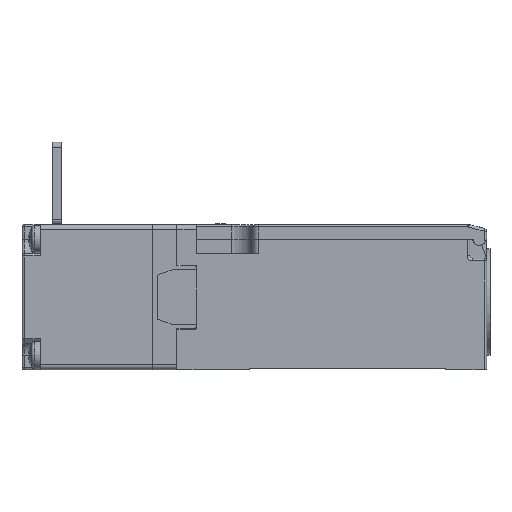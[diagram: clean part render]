
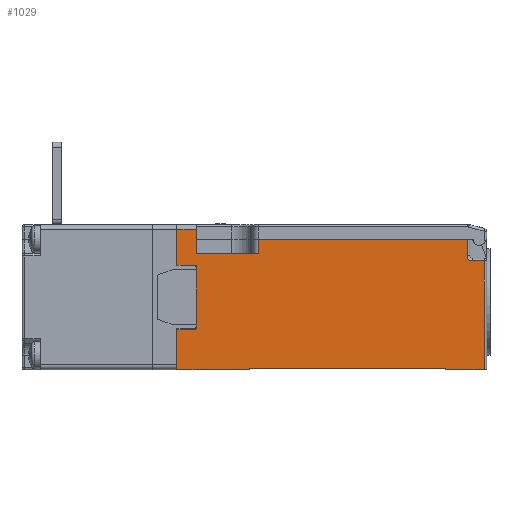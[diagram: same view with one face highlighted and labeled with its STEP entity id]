
A CAD part, left-side view. The second image highlights one B-rep face of the part: STEP entity #1029.
In plain terms, the highlighted planar face has unit normal (-1, 0, 0).
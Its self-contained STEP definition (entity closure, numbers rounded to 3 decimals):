
#1029=ADVANCED_FACE('',(#2043),#1559,.T.);
#1559=PLANE('',#13847);
#2043=FACE_OUTER_BOUND('',#2683,.T.);
#2683=EDGE_LOOP('',(#5422,#5423,#5424,#5425,#5426,#5427,#5428,#5429,#5430,
#5431,#5432,#5433,#5434,#5435,#5436,#5437,#5438,#5439,#5440,#5441,#5442));
#3307=CIRCLE('',#13844,0.3);
#3308=CIRCLE('',#13845,0.3);
#3309=CIRCLE('',#13846,1.);
#5422=ORIENTED_EDGE('',*,*,#9589,.F.);
#5423=ORIENTED_EDGE('',*,*,#9590,.T.);
#5424=ORIENTED_EDGE('',*,*,#9591,.F.);
#5425=ORIENTED_EDGE('',*,*,#9592,.T.);
#5426=ORIENTED_EDGE('',*,*,#9593,.T.);
#5427=ORIENTED_EDGE('',*,*,#9594,.T.);
#5428=ORIENTED_EDGE('',*,*,#9576,.T.);
#5429=ORIENTED_EDGE('',*,*,#9595,.T.);
#5430=ORIENTED_EDGE('',*,*,#9596,.T.);
#5431=ORIENTED_EDGE('',*,*,#9597,.T.);
#5432=ORIENTED_EDGE('',*,*,#9598,.T.);
#5433=ORIENTED_EDGE('',*,*,#9599,.T.);
#5434=ORIENTED_EDGE('',*,*,#9600,.T.);
#5435=ORIENTED_EDGE('',*,*,#9601,.T.);
#5436=ORIENTED_EDGE('',*,*,#9602,.T.);
#5437=ORIENTED_EDGE('',*,*,#9603,.F.);
#5438=ORIENTED_EDGE('',*,*,#9604,.F.);
#5439=ORIENTED_EDGE('',*,*,#9605,.F.);
#5440=ORIENTED_EDGE('',*,*,#9606,.F.);
#5441=ORIENTED_EDGE('',*,*,#9607,.T.);
#5442=ORIENTED_EDGE('',*,*,#9608,.F.);
#7857=VERTEX_POINT('',#27426);
#7858=VERTEX_POINT('',#27428);
#7868=VERTEX_POINT('',#27455);
#7869=VERTEX_POINT('',#27456);
#7870=VERTEX_POINT('',#27458);
#7871=VERTEX_POINT('',#27460);
#7872=VERTEX_POINT('',#27462);
#7873=VERTEX_POINT('',#27464);
#7874=VERTEX_POINT('',#27467);
#7875=VERTEX_POINT('',#27469);
#7876=VERTEX_POINT('',#27471);
#7877=VERTEX_POINT('',#27473);
#7878=VERTEX_POINT('',#27475);
#7879=VERTEX_POINT('',#27477);
#7880=VERTEX_POINT('',#27479);
#7881=VERTEX_POINT('',#27481);
#7882=VERTEX_POINT('',#27483);
#7883=VERTEX_POINT('',#27485);
#7884=VERTEX_POINT('',#27487);
#7885=VERTEX_POINT('',#27489);
#7886=VERTEX_POINT('',#27491);
#9576=EDGE_CURVE('',#7858,#7857,#11246,.T.);
#9589=EDGE_CURVE('',#7868,#7869,#11254,.T.);
#9590=EDGE_CURVE('',#7868,#7870,#11255,.T.);
#9591=EDGE_CURVE('',#7871,#7870,#11256,.T.);
#9592=EDGE_CURVE('',#7871,#7872,#11257,.T.);
#9593=EDGE_CURVE('',#7872,#7873,#11258,.T.);
#9594=EDGE_CURVE('',#7873,#7858,#3307,.T.);
#9595=EDGE_CURVE('',#7857,#7874,#3308,.T.);
#9596=EDGE_CURVE('',#7874,#7875,#11259,.T.);
#9597=EDGE_CURVE('',#7875,#7876,#11260,.T.);
#9598=EDGE_CURVE('',#7876,#7877,#11261,.T.);
#9599=EDGE_CURVE('',#7877,#7878,#11262,.T.);
#9600=EDGE_CURVE('',#7878,#7879,#11263,.T.);
#9601=EDGE_CURVE('',#7879,#7880,#11264,.T.);
#9602=EDGE_CURVE('',#7880,#7881,#11265,.T.);
#9603=EDGE_CURVE('',#7882,#7881,#11266,.T.);
#9604=EDGE_CURVE('',#7883,#7882,#11267,.T.);
#9605=EDGE_CURVE('',#7884,#7883,#3309,.T.);
#9606=EDGE_CURVE('',#7885,#7884,#11268,.T.);
#9607=EDGE_CURVE('',#7885,#7886,#11269,.T.);
#9608=EDGE_CURVE('',#7869,#7886,#11270,.T.);
#11246=LINE('',#27427,#12594);
#11254=LINE('',#27454,#12602);
#11255=LINE('',#27457,#12603);
#11256=LINE('',#27459,#12604);
#11257=LINE('',#27461,#12605);
#11258=LINE('',#27463,#12606);
#11259=LINE('',#27468,#12607);
#11260=LINE('',#27470,#12608);
#11261=LINE('',#27472,#12609);
#11262=LINE('',#27474,#12610);
#11263=LINE('',#27476,#12611);
#11264=LINE('',#27478,#12612);
#11265=LINE('',#27480,#12613);
#11266=LINE('',#27482,#12614);
#11267=LINE('',#27484,#12615);
#11268=LINE('',#27488,#12616);
#11269=LINE('',#27490,#12617);
#11270=LINE('',#27492,#12618);
#12594=VECTOR('',#16297,1.);
#12602=VECTOR('',#16323,1.);
#12603=VECTOR('',#16324,1.);
#12604=VECTOR('',#16325,1.);
#12605=VECTOR('',#16326,1.);
#12606=VECTOR('',#16327,1.);
#12607=VECTOR('',#16332,1.);
#12608=VECTOR('',#16333,1.);
#12609=VECTOR('',#16334,1.);
#12610=VECTOR('',#16335,1.);
#12611=VECTOR('',#16336,1.);
#12612=VECTOR('',#16337,1.);
#12613=VECTOR('',#16338,1.);
#12614=VECTOR('',#16339,1.);
#12615=VECTOR('',#16340,1.);
#12616=VECTOR('',#16343,1.);
#12617=VECTOR('',#16344,1.);
#12618=VECTOR('',#16345,1.);
#13844=AXIS2_PLACEMENT_3D('',#27465,#16328,#16329);
#13845=AXIS2_PLACEMENT_3D('',#27466,#16330,#16331);
#13846=AXIS2_PLACEMENT_3D('',#27486,#16341,#16342);
#13847=AXIS2_PLACEMENT_3D('',#27493,#16346,#16347);
#16297=DIRECTION('',(0.,0.,-1.));
#16323=DIRECTION('',(0.,-1.,0.));
#16324=DIRECTION('',(0.,0.,1.));
#16325=DIRECTION('',(0.,-1.,0.));
#16326=DIRECTION('',(0.,0.,-1.));
#16327=DIRECTION('',(0.,-1.,0.));
#16328=DIRECTION('',(1.,0.,0.));
#16329=DIRECTION('',(0.,-0.707,0.707));
#16330=DIRECTION('',(1.,0.,0.));
#16331=DIRECTION('',(0.,-0.707,-0.707));
#16332=DIRECTION('',(0.,1.,0.));
#16333=DIRECTION('',(0.,0.,-1.));
#16334=DIRECTION('',(0.,-1.,0.));
#16335=DIRECTION('',(0.,0.,1.));
#16336=DIRECTION('',(0.,-1.,0.));
#16337=DIRECTION('',(0.,0.,-1.));
#16338=DIRECTION('',(0.,-1.,0.));
#16339=DIRECTION('',(0.,0.,-1.));
#16340=DIRECTION('',(0.,-1.,0.));
#16341=DIRECTION('',(-1.,0.,0.));
#16342=DIRECTION('',(0.,0.707,-0.707));
#16343=DIRECTION('',(0.,0.,-1.));
#16344=DIRECTION('',(0.,1.,0.));
#16345=DIRECTION('',(0.,0.,1.));
#16346=DIRECTION('',(-1.,0.,0.));
#16347=DIRECTION('',(0.,0.,-1.));
#27426=CARTESIAN_POINT('',(-15.,30.,-4.3));
#27427=CARTESIAN_POINT('',(-15.,30.,8.3));
#27428=CARTESIAN_POINT('',(-15.,30.,8.3));
#27454=CARTESIAN_POINT('',(-15.,30.,11.));
#27455=CARTESIAN_POINT('',(-15.,30.,11.));
#27456=CARTESIAN_POINT('',(-15.,17.2,11.));
#27457=CARTESIAN_POINT('',(-15.,30.,11.));
#27458=CARTESIAN_POINT('',(-15.,30.,16.));
#27459=CARTESIAN_POINT('',(-15.,34.,16.));
#27460=CARTESIAN_POINT('',(-15.,34.,16.));
#27461=CARTESIAN_POINT('',(-15.,34.,16.));
#27462=CARTESIAN_POINT('',(-15.,34.,8.6));
#27463=CARTESIAN_POINT('',(-15.,30.3,8.6));
#27464=CARTESIAN_POINT('',(-15.,30.3,8.6));
#27465=CARTESIAN_POINT('',(-15.,30.3,8.3));
#27466=CARTESIAN_POINT('',(-15.,30.3,-4.3));
#27467=CARTESIAN_POINT('',(-15.,30.3,-4.6));
#27468=CARTESIAN_POINT('',(-15.,30.3,-4.6));
#27469=CARTESIAN_POINT('',(-15.,34.,-4.6));
#27470=CARTESIAN_POINT('',(-15.,34.,-4.6));
#27471=CARTESIAN_POINT('',(-15.,34.,-13.));
#27472=CARTESIAN_POINT('',(-15.,34.,-13.));
#27473=CARTESIAN_POINT('',(-15.,19.,-13.));
#27474=CARTESIAN_POINT('',(-15.,19.,-13.));
#27475=CARTESIAN_POINT('',(-15.,19.,-12.7));
#27476=CARTESIAN_POINT('',(-15.,19.,-12.7));
#27477=CARTESIAN_POINT('',(-15.,-21.5,-12.7));
#27478=CARTESIAN_POINT('',(-15.,-21.5,-12.7));
#27479=CARTESIAN_POINT('',(-15.,-21.5,-13.));
#27480=CARTESIAN_POINT('',(-15.,-21.5,-13.));
#27481=CARTESIAN_POINT('',(-15.,-29.5,-13.));
#27482=CARTESIAN_POINT('',(-15.,-29.5,9.5));
#27483=CARTESIAN_POINT('',(-15.,-29.5,9.5));
#27484=CARTESIAN_POINT('',(-15.,-27.,9.5));
#27485=CARTESIAN_POINT('',(-15.,-27.,9.5));
#27486=CARTESIAN_POINT('',(-15.,-27.,10.5));
#27487=CARTESIAN_POINT('',(-15.,-26.,10.5));
#27488=CARTESIAN_POINT('',(-15.,-26.,14.));
#27489=CARTESIAN_POINT('',(-15.,-26.,14.));
#27490=CARTESIAN_POINT('',(-15.,-26.,14.));
#27491=CARTESIAN_POINT('',(-15.,17.2,14.));
#27492=CARTESIAN_POINT('',(-15.,17.2,11.));
#27493=CARTESIAN_POINT('',(-15.,30.,14.));
